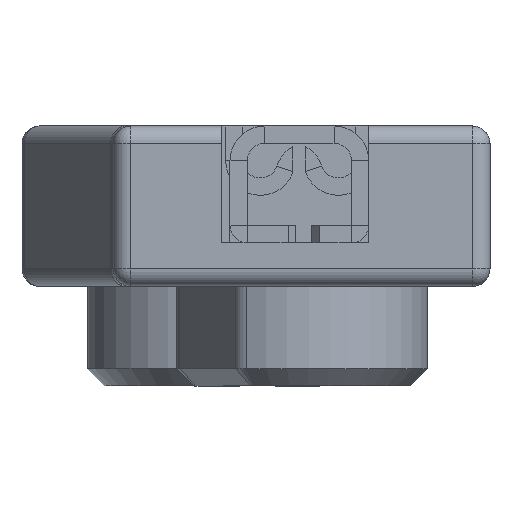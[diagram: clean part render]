
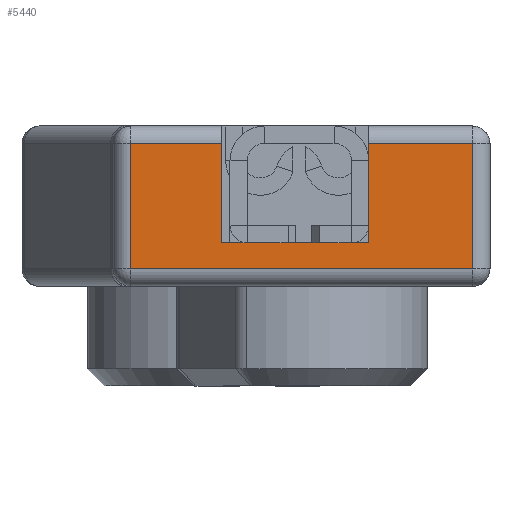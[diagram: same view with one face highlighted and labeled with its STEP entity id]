
A CAD part, left-side view. The second image highlights one B-rep face of the part: STEP entity #5440.
In plain terms, the highlighted planar face has unit normal (-1, 0, 0).
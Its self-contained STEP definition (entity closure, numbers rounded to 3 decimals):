
#1189=DIRECTION('',(0.,-1.,0.));
#1190=VECTOR('',#1189,1.2);
#1191=CARTESIAN_POINT('',(-5.9,-1.3,1.65));
#1192=LINE('',#1191,#1190);
#1196=DIRECTION('',(0.,0.,-1.));
#1197=VECTOR('',#1196,1.45);
#1198=CARTESIAN_POINT('',(-5.9,-2.5,1.65));
#1199=LINE('',#1198,#1197);
#1203=DIRECTION('',(0.,1.,0.));
#1204=VECTOR('',#1203,3.95);
#1205=CARTESIAN_POINT('',(-5.9,-2.5,0.2));
#1206=LINE('',#1205,#1204);
#1210=DIRECTION('',(0.,0.,-1.));
#1211=VECTOR('',#1210,1.45);
#1212=CARTESIAN_POINT('',(-5.9,1.45,1.65));
#1213=LINE('',#1212,#1211);
#1217=DIRECTION('',(0.,-1.,0.));
#1218=VECTOR('',#1217,1.05);
#1219=CARTESIAN_POINT('',(-5.9,1.45,1.65));
#1220=LINE('',#1219,#1218);
#1224=DIRECTION('',(0.,0.,-1.));
#1225=VECTOR('',#1224,1.15);
#1226=CARTESIAN_POINT('',(-5.9,0.4,1.65));
#1227=LINE('',#1226,#1225);
#1231=DIRECTION('',(0.,-1.,0.));
#1232=VECTOR('',#1231,1.7);
#1233=CARTESIAN_POINT('',(-5.9,0.4,0.5));
#1234=LINE('',#1233,#1232);
#1238=DIRECTION('',(0.,0.,-1.));
#1239=VECTOR('',#1238,1.15);
#1240=CARTESIAN_POINT('',(-5.9,-1.3,1.65));
#1241=LINE('',#1240,#1239);
#4225=CARTESIAN_POINT('',(-5.9,0.4,0.5));
#4226=CARTESIAN_POINT('',(-5.9,-1.3,0.5));
#4227=VERTEX_POINT('',#4225);
#4228=VERTEX_POINT('',#4226);
#4305=CARTESIAN_POINT('',(-5.9,-2.5,1.65));
#4306=VERTEX_POINT('',#4305);
#4307=CARTESIAN_POINT('',(-5.9,-1.3,1.65));
#4309=VERTEX_POINT('',#4307);
#4312=CARTESIAN_POINT('',(-5.9,0.4,1.65));
#4314=VERTEX_POINT('',#4312);
#4315=CARTESIAN_POINT('',(-5.9,1.45,1.65));
#4316=VERTEX_POINT('',#4315);
#4391=CARTESIAN_POINT('',(-5.9,-2.5,0.2));
#4392=VERTEX_POINT('',#4391);
#4395=CARTESIAN_POINT('',(-5.9,1.45,0.2));
#4396=VERTEX_POINT('',#4395);
#5418=CARTESIAN_POINT('',(-5.9,1.65,0.));
#5419=DIRECTION('',(-1.,0.,0.));
#5420=DIRECTION('',(0.,-1.,0.));
#5421=AXIS2_PLACEMENT_3D('',#5418,#5419,#5420);
#5422=PLANE('',#5421);
#5424=ORIENTED_EDGE('',*,*,#5423,.T.);
#5426=ORIENTED_EDGE('',*,*,#5425,.T.);
#5428=ORIENTED_EDGE('',*,*,#5427,.T.);
#5429=ORIENTED_EDGE('',*,*,#5409,.F.);
#5431=ORIENTED_EDGE('',*,*,#5430,.T.);
#5433=ORIENTED_EDGE('',*,*,#5432,.T.);
#5435=ORIENTED_EDGE('',*,*,#5434,.T.);
#5437=ORIENTED_EDGE('',*,*,#5436,.F.);
#5438=EDGE_LOOP('',(#5424,#5426,#5428,#5429,#5431,#5433,#5435,#5437));
#5439=FACE_OUTER_BOUND('',#5438,.F.);
#5409=EDGE_CURVE('',#4316,#4396,#1213,.T.);
#5423=EDGE_CURVE('',#4309,#4306,#1192,.T.);
#5425=EDGE_CURVE('',#4306,#4392,#1199,.T.);
#5427=EDGE_CURVE('',#4392,#4396,#1206,.T.);
#5430=EDGE_CURVE('',#4316,#4314,#1220,.T.);
#5432=EDGE_CURVE('',#4314,#4227,#1227,.T.);
#5434=EDGE_CURVE('',#4227,#4228,#1234,.T.);
#5436=EDGE_CURVE('',#4309,#4228,#1241,.T.);
#5440=ADVANCED_FACE('',(#5439),#5422,.T.);
